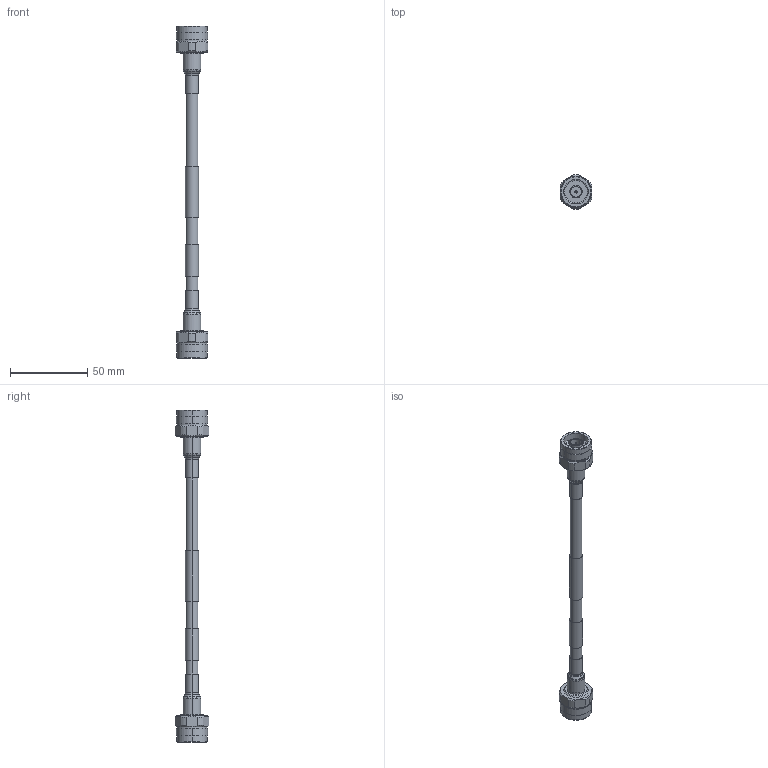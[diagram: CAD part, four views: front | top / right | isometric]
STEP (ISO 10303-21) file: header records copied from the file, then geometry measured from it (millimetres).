
FILE_DESCRIPTION (( 'STEP AP214' ), '1' );
FILE_NAME ('LCCA31013.step', '2022-10-04T19:13:34', ( '' ), ( '' ), 'SwSTEP 2.0', 'SolidWorks 2021', '' );
FILE_SCHEMA (( 'AUTOMOTIVE_DESIGN' ));
Length unit declared in the file: inch
Products named in the file (3): SPO250^LCCA31013_SPO-250 ﾝ SPF-250; LCCA31013; TC-250-NM-LP^LCCA31013
Assembly tree (3 placements, depth 2):
  LCCA31013
    SPO250^LCCA31013_SPO-250 ﾝ SPF-250
    TC-250-NM-LP^LCCA31013  x2
Bounding box: 20.6 x 21.85 x 215.1 mm (x, y, z)
Volume: 16275.2 mm3; surface area: 13577.1 mm2
Topology: 3 solids, 5 shells, 280 faces, 598 edges, 358 vertices
Faces by surface type: cylinder 114, cone 84, plane 58, torus 24
Entity records: 5807 total; most frequent: CARTESIAN_POINT 875, DIRECTION 772, ORIENTED_EDGE 624, AXIS2_PLACEMENT_3D 330, EDGE_CURVE 312, VERTEX_POINT 189, CIRCLE 176, EDGE_LOOP 171
